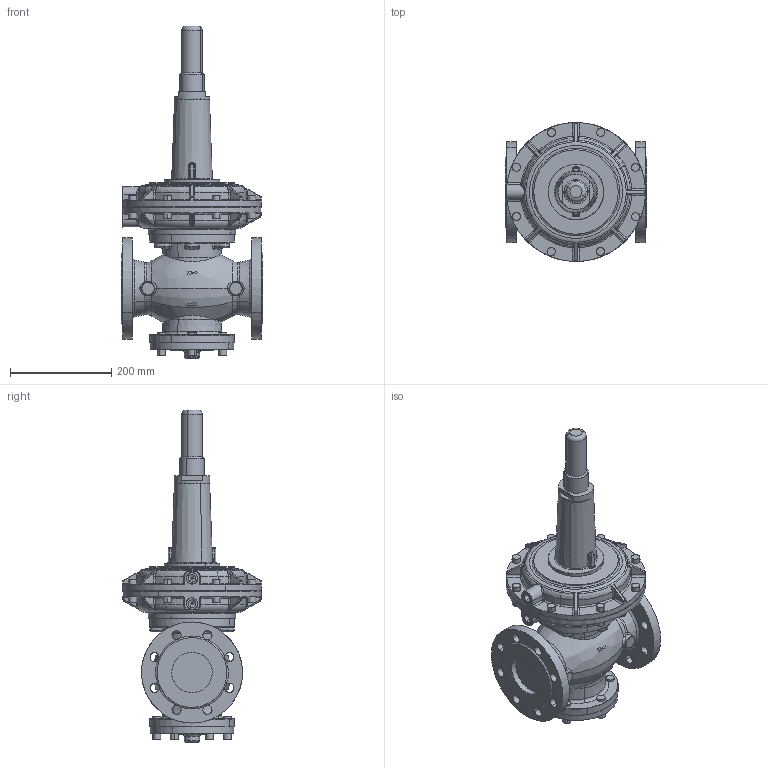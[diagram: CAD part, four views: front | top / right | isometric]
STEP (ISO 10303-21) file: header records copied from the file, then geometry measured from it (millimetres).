
FILE_DESCRIPTION(('CATIA V5 STEP'),'2;1');
FILE_NAME('R 100 - R 100-U DN 080-275-HDS.stp','2014-03-28T10:26:06+00:00',('none'),('none'),'CATIA Version 5 Release 19 SP 9 (IN-10)','CATIA V5 STEP AP203 Edition 2','none');
FILE_SCHEMA(('AP203_CONFIGURATION_CONTROLLED_3D_DESIGN_OF_MECHANICAL_PARTS_AND_ASSEMBLIES_MIM_LF { 1 0 10303 403 2 1 2}'));
Products named in the file (5): R100; R 100 - R 100-U DN 080-275; Produkt1; 8630H1; 8630H
Assembly tree (4 placements, depth 3):
  R100
    R 100 - R 100-U DN 080-275
    Produkt1
      8630H1
      8630H
Bounding box: 280 x 275 x 657 mm (x, y, z)
Volume: 10910499.5 mm3; surface area: 620898.5 mm2
Topology: 3 solids, 14 shells, 1145 faces, 2800 edges, 1633 vertices
Faces by surface type: cylinder 379, bspline 219, torus 205, plane 198, cone 67, sphere 67, revolution 10
Entity records: 56001 total; most frequent: CARTESIAN_POINT 33811, ORIENTED_EDGE 5420, DIRECTION 2888, EDGE_CURVE 2710, AXIS2_PLACEMENT_3D 1649, VERTEX_POINT 1633, EDGE_LOOP 1221, B_SPLINE_CURVE_WITH_KNOTS 1212
